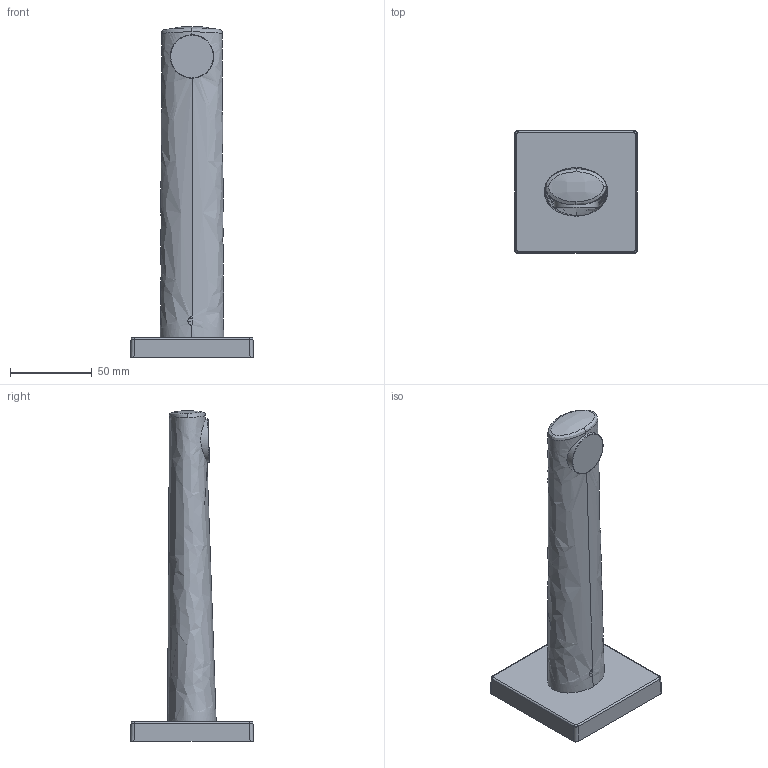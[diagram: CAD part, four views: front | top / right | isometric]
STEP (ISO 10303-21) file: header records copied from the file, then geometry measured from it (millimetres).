
FILE_DESCRIPTION (( 'STEP AP203' ), '1' );
FILE_NAME ('05822172.STEP', '2017-03-09T05:39:21', ( '' ), ( '' ), 'SwSTEP 2.0', 'SolidWorks 2016', '' );
FILE_SCHEMA (( 'CONFIG_CONTROL_DESIGN' ));
Length unit declared in the file: millimetre
Products named in the file (1): 05822172
Bounding box: 75 x 75 x 202.25 mm (x, y, z)
Volume: 214526.3 mm3; surface area: 33645.5 mm2
Topology: 1 solids, 1 shells, 34 faces, 86 edges, 53 vertices
Faces by surface type: bspline 18, cylinder 9, plane 7
Full cylindrical faces by diameter (mm): 26.5 x1
Entity records: 3035 total; most frequent: CARTESIAN_POINT 2320, ORIENTED_EDGE 164, EDGE_CURVE 82, DIRECTION 76, VERTEX_POINT 52, B_SPLINE_CURVE_WITH_KNOTS 40, EDGE_LOOP 36, FACE_OUTER_BOUND 35
